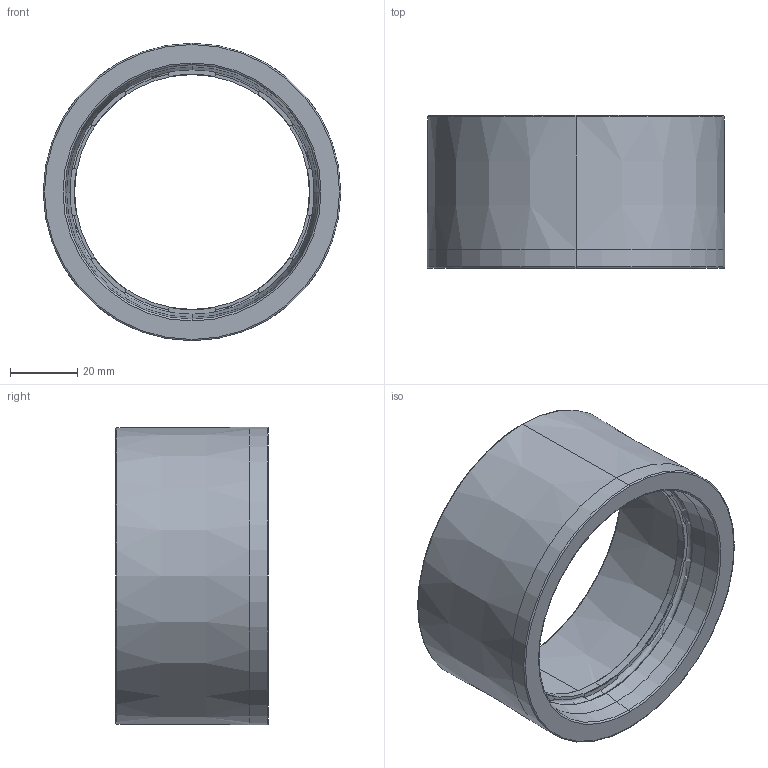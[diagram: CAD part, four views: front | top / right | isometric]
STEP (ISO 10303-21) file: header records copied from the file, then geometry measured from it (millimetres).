
FILE_DESCRIPTION (( 'STEP AP203' ), '1' );
FILE_NAME ('3 Inch PVC Adapter.STEP', '2005-02-04T17:45:26', ( 'mark lockwood' ), ( 'lockwood products inc.' ), 'SwSTEP 2.0', 'SolidWorks 2004146', '' );
FILE_SCHEMA (( 'CONFIG_CONTROL_DESIGN' ));
Length unit declared in the file: inch
Products named in the file (1): 3 Inch PVC Adapter
Bounding box: 88.24 x 45.24 x 88.24 mm (x, y, z)
Volume: 42789 mm3; surface area: 33537.2 mm2
Topology: 1 solids, 1 shells, 138 faces, 351 edges, 218 vertices
Faces by surface type: torus 50, plane 37, cylinder 21, bspline 16, cone 14
Entity records: 7410 total; most frequent: CARTESIAN_POINT 4040, DIRECTION 713, ORIENTED_EDGE 702, EDGE_CURVE 351, AXIS2_PLACEMENT_3D 323, VERTEX_POINT 218, CIRCLE 200, EDGE_LOOP 143
